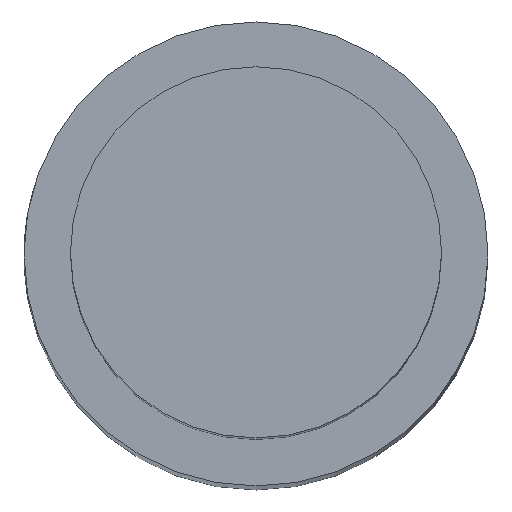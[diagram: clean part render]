
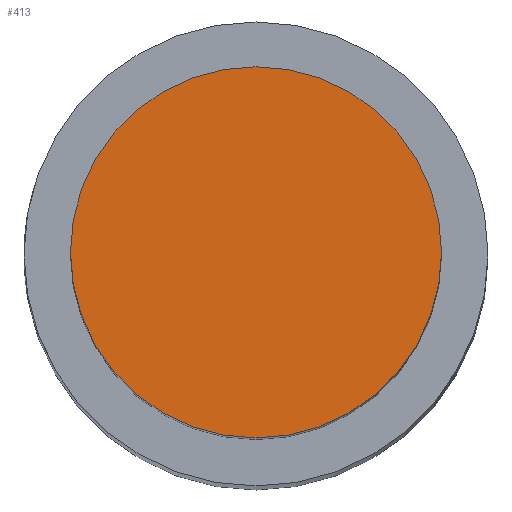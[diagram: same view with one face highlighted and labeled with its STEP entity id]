
A CAD part, top view. The second image highlights one B-rep face of the part: STEP entity #413.
In plain terms, the highlighted planar face has unit normal (0, 0, 1).
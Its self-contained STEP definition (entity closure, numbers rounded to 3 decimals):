
#201=CARTESIAN_POINT('',(0.,0.,10.));
#202=DIRECTION('',(0.,0.,1.));
#203=DIRECTION('',(1.,0.,0.));
#204=AXIS2_PLACEMENT_3D('',#201,#202,#203);
#209=CARTESIAN_POINT('',(0.,0.,10.));
#210=DIRECTION('',(0.,0.,1.));
#211=DIRECTION('',(-1.,0.,0.));
#212=AXIS2_PLACEMENT_3D('',#209,#210,#211);
#225=CARTESIAN_POINT('',(2.,0.,10.));
#226=CARTESIAN_POINT('',(-2.,0.,10.));
#227=VERTEX_POINT('',#225);
#228=VERTEX_POINT('',#226);
#404=CARTESIAN_POINT('',(0.,0.,10.));
#405=DIRECTION('',(0.,0.,1.));
#406=DIRECTION('',(1.,0.,0.));
#407=AXIS2_PLACEMENT_3D('',#404,#405,#406);
#408=PLANE('',#407);
#409=ORIENTED_EDGE('',*,*,#360,.F.);
#410=ORIENTED_EDGE('',*,*,#386,.F.);
#411=EDGE_LOOP('',(#409,#410));
#412=FACE_OUTER_BOUND('',#411,.F.);
#413=ADVANCED_FACE('',(#412),#408,.T.);
#205=CIRCLE('',#204,2.);
#213=CIRCLE('',#212,2.);
#360=EDGE_CURVE('',#227,#228,#205,.T.);
#386=EDGE_CURVE('',#228,#227,#213,.T.);
